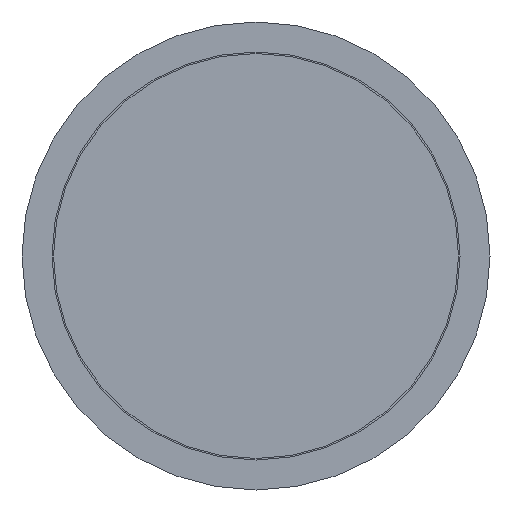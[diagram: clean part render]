
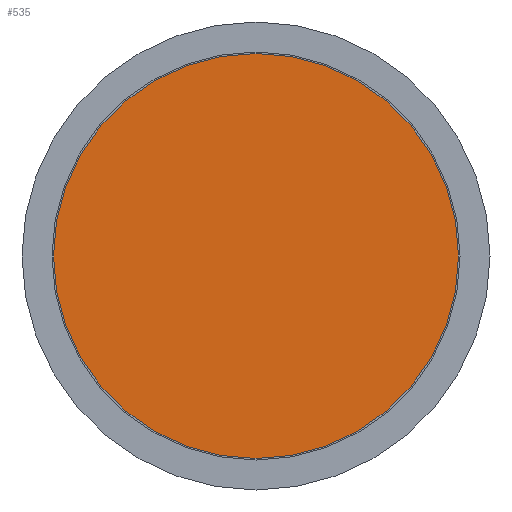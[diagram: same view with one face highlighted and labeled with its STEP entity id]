
A CAD part, front view. The second image highlights one B-rep face of the part: STEP entity #535.
In plain terms, the highlighted planar face has unit normal (0, -1, 0).
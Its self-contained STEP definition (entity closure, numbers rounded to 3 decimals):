
#103 = AXIS2_PLACEMENT_3D ( 'NONE', #734, #141, #333 ) ;
#141 = DIRECTION ( 'NONE',  ( 0., 1., 0. ) ) ;
#177 = EDGE_LOOP ( 'NONE', ( #771 ) ) ;
#202 = DIRECTION ( 'NONE',  ( 0., 0., -1. ) ) ;
#253 = DIRECTION ( 'NONE',  ( 0., -1., 0. ) ) ;
#333 = DIRECTION ( 'NONE',  ( 0., 0., 1. ) ) ;
#342 = AXIS2_PLACEMENT_3D ( 'NONE', #563, #253, #202 ) ;
#357 = VERTEX_POINT ( 'NONE', #669 ) ;
#535 = ADVANCED_FACE ( 'NONE', ( #936 ), #831, .F. ) ;
#563 = CARTESIAN_POINT ( 'NONE',  ( 0., 0., 0. ) ) ;
#589 = EDGE_CURVE ( 'NONE', #357, #357, #720, .T. ) ;
#669 = CARTESIAN_POINT ( 'NONE',  ( 0., 0., -33.75 ) ) ;
#720 = CIRCLE ( 'NONE', #342, 33.75 ) ;
#734 = CARTESIAN_POINT ( 'NONE',  ( -33.75, 0., 0. ) ) ;
#771 = ORIENTED_EDGE ( 'NONE', *, *, #589, .T. ) ;
#831 = PLANE ( 'NONE',  #103 ) ;
#936 = FACE_OUTER_BOUND ( 'NONE', #177, .T. ) ;
